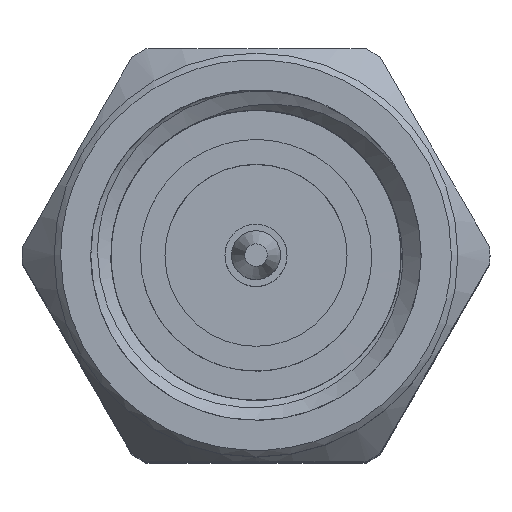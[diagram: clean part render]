
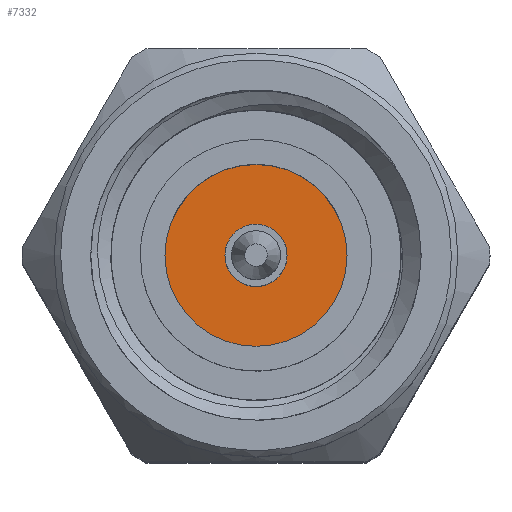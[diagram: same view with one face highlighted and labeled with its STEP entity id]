
A CAD part, top view. The second image highlights one B-rep face of the part: STEP entity #7332.
In plain terms, the highlighted planar face has unit normal (0, 0, 1).
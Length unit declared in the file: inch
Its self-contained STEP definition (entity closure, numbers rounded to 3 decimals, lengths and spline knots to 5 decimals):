
#83 = CARTESIAN_POINT ( 'NONE',  ( 0.0235, 0., -0.16272 ) ) ;
#130 = EDGE_CURVE ( 'NONE', #6742, #7472, #2055, .T. ) ;
#232 = EDGE_CURVE ( 'NONE', #7472, #6742, #4618, .T. ) ;
#429 = FACE_OUTER_BOUND ( 'NONE', #7264, .T. ) ;
#688 = CARTESIAN_POINT ( 'NONE',  ( -0.02097, -0.01227, -0.16272 ) ) ;
#711 = CIRCLE ( 'NONE', #4636, 0.0689 ) ;
#727 = CARTESIAN_POINT ( 'NONE',  ( -0.01227, -0.02097, -0.16272 ) ) ;
#767 = CARTESIAN_POINT ( 'NONE',  ( 0.00615, -0.0235, -0.16272 ) ) ;
#955 = CARTESIAN_POINT ( 'NONE',  ( 0., 0., -0.16272 ) ) ;
#1126 = CARTESIAN_POINT ( 'NONE',  ( 0.0235, 0., -0.16272 ) ) ;
#1239 = CARTESIAN_POINT ( 'NONE',  ( -0.0235, 0., -0.16272 ) ) ;
#1458 = DIRECTION ( 'NONE',  ( -1., 0., 0. ) ) ;
#1531 = ORIENTED_EDGE ( 'NONE', *, *, #130, .F. ) ;
#1828 = VERTEX_POINT ( 'NONE', #4858 ) ;
#2055 = B_SPLINE_CURVE_WITH_KNOTS ( 'NONE', 3,
 ( #1126, #5980, #7838, #5902, #5376, #2865, #5302, #7798, #2268, #2344 ),
 .UNSPECIFIED., .F., .F.,
 ( 4, 2, 2, 2, 4 ),
 ( 0., 0.25, 0.5, 0.75, 1. ),
 .UNSPECIFIED. ) ;
#2268 = CARTESIAN_POINT ( 'NONE',  ( -0.0235, 0.00615, -0.16272 ) ) ;
#2296 = CARTESIAN_POINT ( 'NONE',  ( 0.0235, 0., -0.16272 ) ) ;
#2344 = CARTESIAN_POINT ( 'NONE',  ( -0.0235, 0., -0.16272 ) ) ;
#2865 = CARTESIAN_POINT ( 'NONE',  ( -0.00615, 0.0235, -0.16272 ) ) ;
#3100 = CARTESIAN_POINT ( 'NONE',  ( 0.01227, -0.02097, -0.16272 ) ) ;
#3291 = AXIS2_PLACEMENT_3D ( 'NONE', #955, #3991, #1458 ) ;
#3544 = ORIENTED_EDGE ( 'NONE', *, *, #232, .F. ) ;
#3733 = CARTESIAN_POINT ( 'NONE',  ( -0.00615, -0.0235, -0.16272 ) ) ;
#3991 = DIRECTION ( 'NONE',  ( 0., 0., 1. ) ) ;
#4107 = EDGE_CURVE ( 'NONE', #1828, #1828, #711, .T. ) ;
#4203 = CARTESIAN_POINT ( 'NONE',  ( 0.0235, -0.00615, -0.16272 ) ) ;
#4430 = DIRECTION ( 'NONE',  ( -1., 0., 0. ) ) ;
#4618 = B_SPLINE_CURVE_WITH_KNOTS ( 'NONE', 3,
 ( #1239, #6722, #688, #727, #3733, #767, #3100, #5537, #4203, #83 ),
 .UNSPECIFIED., .F., .F.,
 ( 4, 2, 2, 2, 4 ),
 ( 0., 0.25, 0.5, 0.75, 1. ),
 .UNSPECIFIED. ) ;
#4636 = AXIS2_PLACEMENT_3D ( 'NONE', #6871, #4961, #4430 ) ;
#4748 = CARTESIAN_POINT ( 'NONE',  ( -0.0235, 0., -0.16272 ) ) ;
#4789 = ORIENTED_EDGE ( 'NONE', *, *, #4107, .T. ) ;
#4858 = CARTESIAN_POINT ( 'NONE',  ( -0.0689, 0., -0.16272 ) ) ;
#4961 = DIRECTION ( 'NONE',  ( 0., 0., 1. ) ) ;
#5302 = CARTESIAN_POINT ( 'NONE',  ( -0.01227, 0.02097, -0.16272 ) ) ;
#5376 = CARTESIAN_POINT ( 'NONE',  ( 0.00615, 0.0235, -0.16272 ) ) ;
#5537 = CARTESIAN_POINT ( 'NONE',  ( 0.02097, -0.01227, -0.16272 ) ) ;
#5804 = FACE_BOUND ( 'NONE', #7545, .T. ) ;
#5902 = CARTESIAN_POINT ( 'NONE',  ( 0.01227, 0.02097, -0.16272 ) ) ;
#5980 = CARTESIAN_POINT ( 'NONE',  ( 0.0235, 0.00615, -0.16272 ) ) ;
#6476 = PLANE ( 'NONE',  #3291 ) ;
#6722 = CARTESIAN_POINT ( 'NONE',  ( -0.0235, -0.00615, -0.16272 ) ) ;
#6742 = VERTEX_POINT ( 'NONE', #2296 ) ;
#6871 = CARTESIAN_POINT ( 'NONE',  ( 0., 0., -0.16272 ) ) ;
#7264 = EDGE_LOOP ( 'NONE', ( #4789 ) ) ;
#7332 = ADVANCED_FACE ( 'NONE', ( #5804, #429 ), #6476, .T. ) ;
#7472 = VERTEX_POINT ( 'NONE', #4748 ) ;
#7545 = EDGE_LOOP ( 'NONE', ( #3544, #1531 ) ) ;
#7798 = CARTESIAN_POINT ( 'NONE',  ( -0.02097, 0.01227, -0.16272 ) ) ;
#7838 = CARTESIAN_POINT ( 'NONE',  ( 0.02097, 0.01227, -0.16272 ) ) ;
